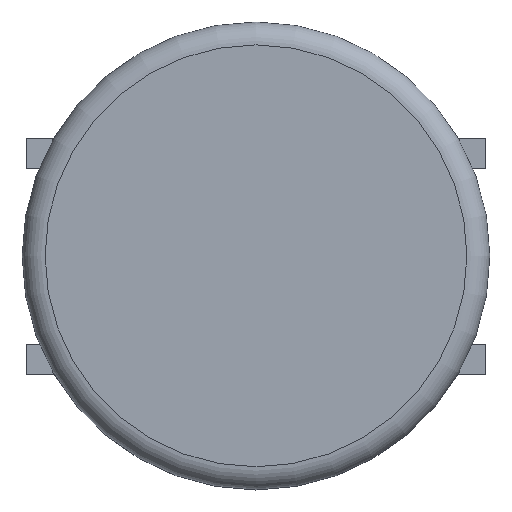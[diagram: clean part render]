
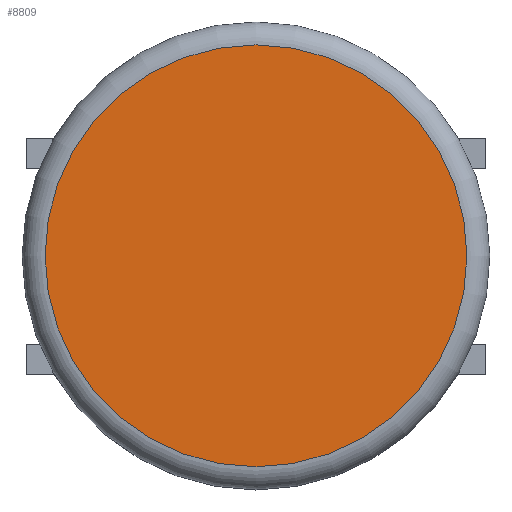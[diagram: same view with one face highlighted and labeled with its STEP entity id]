
A CAD part, top view. The second image highlights one B-rep face of the part: STEP entity #8809.
In plain terms, the highlighted planar face has unit normal (0, 0, 1).
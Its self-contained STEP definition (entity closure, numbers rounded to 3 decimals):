
#8768 = VERTEX_POINT('',#8769);
#8769 = CARTESIAN_POINT('',(4.6,0.,9.5));
#8778 = EDGE_CURVE('',#8768,#8768,#8779,.T.);
#8779 = CIRCLE('',#8780,4.6);
#8780 = AXIS2_PLACEMENT_3D('',#8781,#8782,#8783);
#8781 = CARTESIAN_POINT('',(0.,0.,9.5));
#8782 = DIRECTION('',(0.,0.,1.));
#8783 = DIRECTION('',(1.,0.,0.));
#8809 = ADVANCED_FACE('',(#8810),#8813,.T.);
#8810 = FACE_BOUND('',#8811,.T.);
#8811 = EDGE_LOOP('',(#8812));
#8812 = ORIENTED_EDGE('',*,*,#8778,.T.);
#8813 = PLANE('',#8814);
#8814 = AXIS2_PLACEMENT_3D('',#8815,#8816,#8817);
#8815 = CARTESIAN_POINT('',(0.,0.,9.5));
#8816 = DIRECTION('',(0.,0.,1.));
#8817 = DIRECTION('',(1.,0.,0.));
